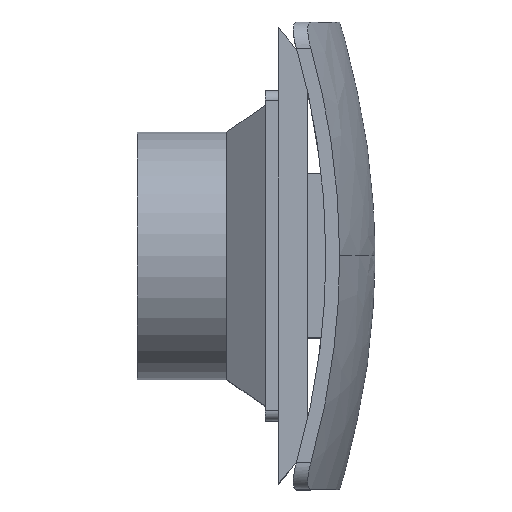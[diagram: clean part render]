
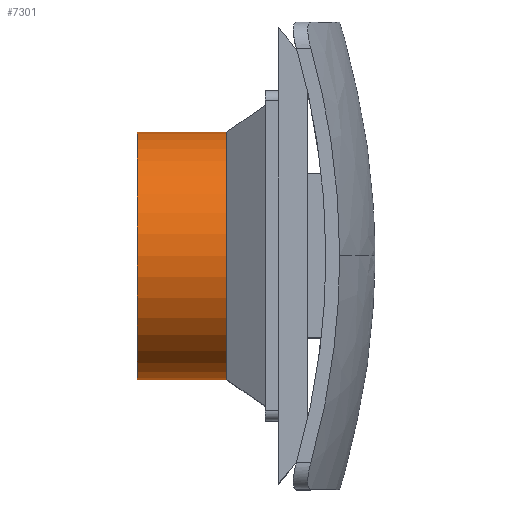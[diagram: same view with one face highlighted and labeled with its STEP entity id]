
A CAD part, top view. The second image highlights one B-rep face of the part: STEP entity #7301.
In plain terms, the highlighted cylindrical face has radius 93.75 mm (diameter 187.5 mm), a partial arc.
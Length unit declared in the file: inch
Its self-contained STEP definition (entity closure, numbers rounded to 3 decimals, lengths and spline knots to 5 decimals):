
#139 = VERTEX_POINT ( 'NONE', #8154 ) ;
#422 = ORIENTED_EDGE ( 'NONE', *, *, #6723, .F. ) ;
#1309 = AXIS2_PLACEMENT_3D ( 'NONE', #3254, #6898, #11731 ) ;
#2306 = AXIS2_PLACEMENT_3D ( 'NONE', #4356, #12842, #13066 ) ;
#2369 = VECTOR ( 'NONE', #15156, 39.37008 ) ;
#3018 = CARTESIAN_POINT ( 'NONE',  ( -2.87598, -3.69094, 0. ) ) ;
#3055 = ORIENTED_EDGE ( 'NONE', *, *, #8055, .T. ) ;
#3107 = VECTOR ( 'NONE', #13438, 39.37008 ) ;
#3254 = CARTESIAN_POINT ( 'NONE',  ( -1.53937, 0., 0. ) ) ;
#3375 = ORIENTED_EDGE ( 'NONE', *, *, #8539, .T. ) ;
#3405 = FACE_OUTER_BOUND ( 'NONE', #4172, .T. ) ;
#3621 = LINE ( 'NONE', #13367, #3107 ) ;
#3723 = VERTEX_POINT ( 'NONE', #7180 ) ;
#3765 = CARTESIAN_POINT ( 'NONE',  ( -4.2126, 0., 0. ) ) ;
#4068 = DIRECTION ( 'NONE',  ( -1., 0., 0. ) ) ;
#4172 = EDGE_LOOP ( 'NONE', ( #3375, #422, #9053, #3055 ) ) ;
#4356 = CARTESIAN_POINT ( 'NONE',  ( -2.87598, 0., 0. ) ) ;
#6723 = EDGE_CURVE ( 'NONE', #13847, #139, #7865, .T. ) ;
#6896 = CYLINDRICAL_SURFACE ( 'NONE', #2306, 3.69094 ) ;
#6898 = DIRECTION ( 'NONE',  ( -1., 0., 0. ) ) ;
#7180 = CARTESIAN_POINT ( 'NONE',  ( -1.53937, 3.69094, 0. ) ) ;
#7301 = ADVANCED_FACE ( 'NONE', ( #3405 ), #6896, .T. ) ;
#7865 = CIRCLE ( 'NONE', #12167, 3.69094 ) ;
#8055 = EDGE_CURVE ( 'NONE', #11874, #3723, #9922, .T. ) ;
#8154 = CARTESIAN_POINT ( 'NONE',  ( -4.2126, 3.69094, 0. ) ) ;
#8539 = EDGE_CURVE ( 'NONE', #3723, #139, #3621, .T. ) ;
#9053 = ORIENTED_EDGE ( 'NONE', *, *, #9644, .T. ) ;
#9644 = EDGE_CURVE ( 'NONE', #13847, #11874, #10549, .T. ) ;
#9922 = CIRCLE ( 'NONE', #1309, 3.69094 ) ;
#10097 = CARTESIAN_POINT ( 'NONE',  ( -1.53937, -3.69094, 0. ) ) ;
#10549 = LINE ( 'NONE', #3018, #2369 ) ;
#11731 = DIRECTION ( 'NONE',  ( 0., 0., -1. ) ) ;
#11874 = VERTEX_POINT ( 'NONE', #10097 ) ;
#12167 = AXIS2_PLACEMENT_3D ( 'NONE', #3765, #4068, #13744 ) ;
#12841 = CARTESIAN_POINT ( 'NONE',  ( -4.2126, -3.69094, 0. ) ) ;
#12842 = DIRECTION ( 'NONE',  ( 1., 0., 0. ) ) ;
#13066 = DIRECTION ( 'NONE',  ( 0., 0., -1. ) ) ;
#13367 = CARTESIAN_POINT ( 'NONE',  ( -2.87598, 3.69094, 0. ) ) ;
#13438 = DIRECTION ( 'NONE',  ( -1., 0., 0. ) ) ;
#13744 = DIRECTION ( 'NONE',  ( 0., 0., -1. ) ) ;
#13847 = VERTEX_POINT ( 'NONE', #12841 ) ;
#15156 = DIRECTION ( 'NONE',  ( 1., 0., 0. ) ) ;
